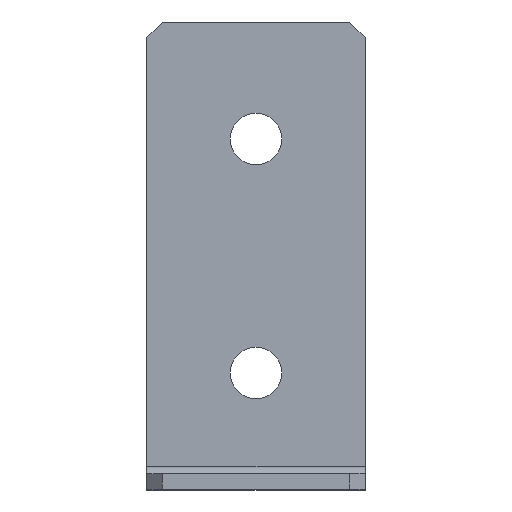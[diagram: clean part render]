
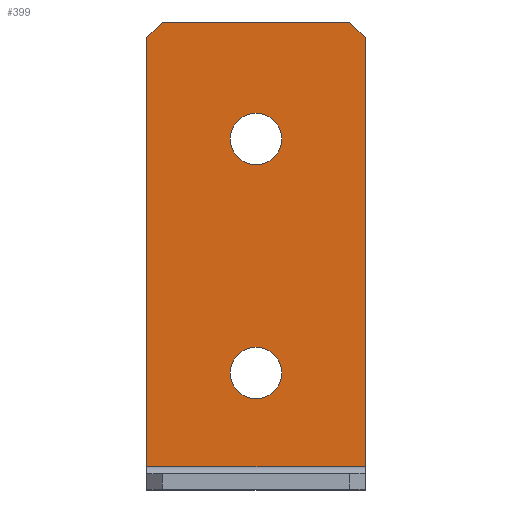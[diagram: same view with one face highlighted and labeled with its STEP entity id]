
A CAD part, top view. The second image highlights one B-rep face of the part: STEP entity #399.
In plain terms, the highlighted planar face has unit normal (0, 0, 1).
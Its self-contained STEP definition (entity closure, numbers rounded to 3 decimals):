
#4 = VERTEX_POINT ( 'NONE', #310 ) ;
#7 = CARTESIAN_POINT ( 'NONE',  ( 0., 45., 2. ) ) ;
#8 = CARTESIAN_POINT ( 'NONE',  ( 12., 60., 2. ) ) ;
#15 = VERTEX_POINT ( 'NONE', #695 ) ;
#18 = CARTESIAN_POINT ( 'NONE',  ( -14., 58., 2. ) ) ;
#25 = AXIS2_PLACEMENT_3D ( 'NONE', #57, #757, #555 ) ;
#31 = EDGE_LOOP ( 'NONE', ( #49, #177 ) ) ;
#38 = EDGE_CURVE ( 'NONE', #193, #666, #699, .T. ) ;
#49 = ORIENTED_EDGE ( 'NONE', *, *, #95, .F. ) ;
#57 = CARTESIAN_POINT ( 'NONE',  ( 0., 0., 2. ) ) ;
#65 = DIRECTION ( 'NONE',  ( 0., 0., 1. ) ) ;
#86 = CARTESIAN_POINT ( 'NONE',  ( -3.3, 45., 2. ) ) ;
#95 = EDGE_CURVE ( 'NONE', #4, #796, #328, .T. ) ;
#102 = DIRECTION ( 'NONE',  ( 0., 0., 1. ) ) ;
#111 = PLANE ( 'NONE',  #25 ) ;
#112 = VERTEX_POINT ( 'NONE', #18 ) ;
#125 = ORIENTED_EDGE ( 'NONE', *, *, #688, .T. ) ;
#142 = LINE ( 'NONE', #731, #550 ) ;
#145 = DIRECTION ( 'NONE',  ( 0., -1., 0. ) ) ;
#156 = LINE ( 'NONE', #536, #562 ) ;
#159 = CARTESIAN_POINT ( 'NONE',  ( 0., 45., 2. ) ) ;
#171 = DIRECTION ( 'NONE',  ( 0., 0., 1. ) ) ;
#172 = FACE_BOUND ( 'NONE', #561, .T. ) ;
#177 = ORIENTED_EDGE ( 'NONE', *, *, #500, .F. ) ;
#181 = FACE_OUTER_BOUND ( 'NONE', #304, .T. ) ;
#193 = VERTEX_POINT ( 'NONE', #8 ) ;
#196 = VERTEX_POINT ( 'NONE', #86 ) ;
#215 = CARTESIAN_POINT ( 'NONE',  ( 0., 15., 2. ) ) ;
#225 = ORIENTED_EDGE ( 'NONE', *, *, #572, .T. ) ;
#241 = AXIS2_PLACEMENT_3D ( 'NONE', #215, #65, #449 ) ;
#245 = ORIENTED_EDGE ( 'NONE', *, *, #600, .T. ) ;
#248 = VERTEX_POINT ( 'NONE', #602 ) ;
#289 = EDGE_CURVE ( 'NONE', #15, #248, #793, .T. ) ;
#301 = DIRECTION ( 'NONE',  ( 1., 0., 0. ) ) ;
#304 = EDGE_LOOP ( 'NONE', ( #652, #125, #387, #225, #245, #314 ) ) ;
#310 = CARTESIAN_POINT ( 'NONE',  ( 3.3, 15., 2. ) ) ;
#314 = ORIENTED_EDGE ( 'NONE', *, *, #289, .F. ) ;
#319 = VECTOR ( 'NONE', #491, 1000. ) ;
#328 = CIRCLE ( 'NONE', #241, 3.3 ) ;
#337 = CARTESIAN_POINT ( 'NONE',  ( -12., 60., 2. ) ) ;
#344 = AXIS2_PLACEMENT_3D ( 'NONE', #406, #102, #681 ) ;
#358 = VECTOR ( 'NONE', #538, 1000. ) ;
#359 = CARTESIAN_POINT ( 'NONE',  ( 14., 58., 2. ) ) ;
#387 = ORIENTED_EDGE ( 'NONE', *, *, #38, .T. ) ;
#399 = ADVANCED_FACE ( 'NONE', ( #181, #172, #690 ), #111, .F. ) ;
#401 = VERTEX_POINT ( 'NONE', #815 ) ;
#406 = CARTESIAN_POINT ( 'NONE',  ( 0., 15., 2. ) ) ;
#420 = DIRECTION ( 'NONE',  ( -0.707, 0.707, 0. ) ) ;
#422 = CARTESIAN_POINT ( 'NONE',  ( 14., 3., 2. ) ) ;
#424 = CARTESIAN_POINT ( 'NONE',  ( 14., 0., 2. ) ) ;
#441 = AXIS2_PLACEMENT_3D ( 'NONE', #7, #515, #456 ) ;
#449 = DIRECTION ( 'NONE',  ( 1., 0., 0. ) ) ;
#456 = DIRECTION ( 'NONE',  ( 1., 0., 0. ) ) ;
#482 = CIRCLE ( 'NONE', #344, 3.3 ) ;
#491 = DIRECTION ( 'NONE',  ( 0., 1., 0. ) ) ;
#495 = AXIS2_PLACEMENT_3D ( 'NONE', #159, #171, #301 ) ;
#500 = EDGE_CURVE ( 'NONE', #796, #4, #482, .T. ) ;
#505 = CIRCLE ( 'NONE', #495, 3.3 ) ;
#515 = DIRECTION ( 'NONE',  ( 0., 0., 1. ) ) ;
#536 = CARTESIAN_POINT ( 'NONE',  ( -14., 0., 2. ) ) ;
#538 = DIRECTION ( 'NONE',  ( -1., 0., 0. ) ) ;
#550 = VECTOR ( 'NONE', #420, 1000. ) ;
#555 = DIRECTION ( 'NONE',  ( -1., 0., 0. ) ) ;
#561 = EDGE_LOOP ( 'NONE', ( #807, #657 ) ) ;
#562 = VECTOR ( 'NONE', #145, 1000. ) ;
#572 = EDGE_CURVE ( 'NONE', #666, #112, #653, .T. ) ;
#587 = CARTESIAN_POINT ( 'NONE',  ( -12., 60., 2. ) ) ;
#591 = VECTOR ( 'NONE', #826, 1000. ) ;
#592 = DIRECTION ( 'NONE',  ( -0.707, -0.707, 0. ) ) ;
#600 = EDGE_CURVE ( 'NONE', #112, #248, #156, .T. ) ;
#602 = CARTESIAN_POINT ( 'NONE',  ( -14., 3., 2. ) ) ;
#610 = LINE ( 'NONE', #424, #319 ) ;
#652 = ORIENTED_EDGE ( 'NONE', *, *, #776, .T. ) ;
#653 = LINE ( 'NONE', #337, #660 ) ;
#657 = ORIENTED_EDGE ( 'NONE', *, *, #734, .F. ) ;
#660 = VECTOR ( 'NONE', #592, 1000. ) ;
#666 = VERTEX_POINT ( 'NONE', #587 ) ;
#677 = EDGE_CURVE ( 'NONE', #401, #196, #806, .T. ) ;
#681 = DIRECTION ( 'NONE',  ( 1., 0., 0. ) ) ;
#684 = CARTESIAN_POINT ( 'NONE',  ( -3.3, 15., 2. ) ) ;
#688 = EDGE_CURVE ( 'NONE', #761, #193, #142, .T. ) ;
#690 = FACE_BOUND ( 'NONE', #31, .T. ) ;
#693 = CARTESIAN_POINT ( 'NONE',  ( -14., 60., 2. ) ) ;
#695 = CARTESIAN_POINT ( 'NONE',  ( 14., 3., 2. ) ) ;
#699 = LINE ( 'NONE', #693, #591 ) ;
#731 = CARTESIAN_POINT ( 'NONE',  ( 14., 58., 2. ) ) ;
#734 = EDGE_CURVE ( 'NONE', #196, #401, #505, .T. ) ;
#757 = DIRECTION ( 'NONE',  ( 0., 0., -1. ) ) ;
#761 = VERTEX_POINT ( 'NONE', #359 ) ;
#776 = EDGE_CURVE ( 'NONE', #15, #761, #610, .T. ) ;
#793 = LINE ( 'NONE', #422, #358 ) ;
#796 = VERTEX_POINT ( 'NONE', #684 ) ;
#806 = CIRCLE ( 'NONE', #441, 3.3 ) ;
#807 = ORIENTED_EDGE ( 'NONE', *, *, #677, .F. ) ;
#815 = CARTESIAN_POINT ( 'NONE',  ( 3.3, 45., 2. ) ) ;
#826 = DIRECTION ( 'NONE',  ( -1., 0., 0. ) ) ;
